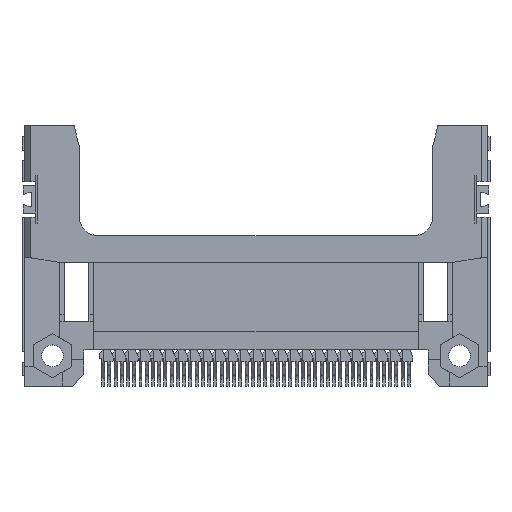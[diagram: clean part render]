
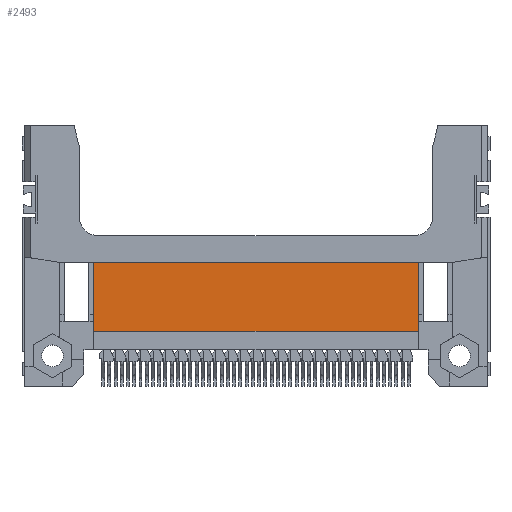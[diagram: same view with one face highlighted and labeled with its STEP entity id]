
A CAD part, top view. The second image highlights one B-rep face of the part: STEP entity #2493.
In plain terms, the highlighted planar face has unit normal (0, 0, 1).
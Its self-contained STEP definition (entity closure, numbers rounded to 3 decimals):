
#2493 = ADVANCED_FACE( '', ( #4872 ), #4873, .F. );
#4872 = FACE_OUTER_BOUND( '', #7324, .T. );
#4873 = PLANE( '', #7325 );
#7324 = EDGE_LOOP( '', ( #13141, #13142, #13143, #13144 ) );
#7325 = AXIS2_PLACEMENT_3D( '', #13145, #13146, #13147 );
#13141 = ORIENTED_EDGE( '', *, *, #17130, .T. );
#13142 = ORIENTED_EDGE( '', *, *, #16425, .T. );
#13143 = ORIENTED_EDGE( '', *, *, #16666, .F. );
#13144 = ORIENTED_EDGE( '', *, *, #16343, .T. );
#13145 = CARTESIAN_POINT( '', ( 0., 0., 6.2 ) );
#13146 = DIRECTION( '', ( 0., 0., -1. ) );
#13147 = DIRECTION( '', ( -1., 0., 0. ) );
#16343 = EDGE_CURVE( '', #19943, #19944, #19945, .T. );
#16425 = EDGE_CURVE( '', #20065, #20066, #20067, .T. );
#16666 = EDGE_CURVE( '', #19943, #20066, #20413, .T. );
#17130 = EDGE_CURVE( '', #19944, #20065, #21045, .T. );
#19943 = VERTEX_POINT( '', #24944 );
#19944 = VERTEX_POINT( '', #24945 );
#19945 = LINE( '', #24946, #24947 );
#20065 = VERTEX_POINT( '', #25124 );
#20066 = VERTEX_POINT( '', #25125 );
#20067 = LINE( '', #25126, #25127 );
#20413 = LINE( '', #25721, #25722 );
#21045 = LINE( '', #26706, #26707 );
#24944 = CARTESIAN_POINT( '', ( -16.5, -2.7, 6.2 ) );
#24945 = CARTESIAN_POINT( '', ( -16.5, -9.7, 6.2 ) );
#24946 = CARTESIAN_POINT( '', ( -16.5, -2.7, 6.2 ) );
#24947 = VECTOR( '', #29154, 1000. );
#25124 = CARTESIAN_POINT( '', ( 16.5, -9.7, 6.2 ) );
#25125 = CARTESIAN_POINT( '', ( 16.5, -2.7, 6.2 ) );
#25126 = CARTESIAN_POINT( '', ( 16.5, -8.7, 6.2 ) );
#25127 = VECTOR( '', #29230, 1000. );
#25721 = CARTESIAN_POINT( '', ( -20., -2.7, 6.2 ) );
#25722 = VECTOR( '', #29423, 1000. );
#26706 = CARTESIAN_POINT( '', ( -19.726, -9.7, 6.2 ) );
#26707 = VECTOR( '', #29789, 1000. );
#29154 = DIRECTION( '', ( 0., -1., 0. ) );
#29230 = DIRECTION( '', ( 0., 1., 0. ) );
#29423 = DIRECTION( '', ( 1., 0., 0. ) );
#29789 = DIRECTION( '', ( 1., 0., 0. ) );
